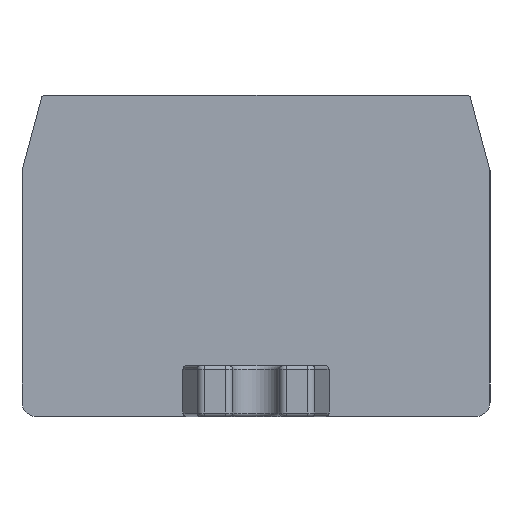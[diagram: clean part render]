
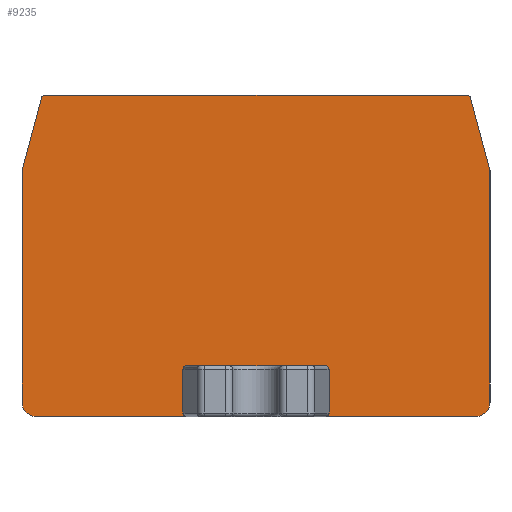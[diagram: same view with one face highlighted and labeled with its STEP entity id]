
A CAD part, front view. The second image highlights one B-rep face of the part: STEP entity #9235.
In plain terms, the highlighted planar face has unit normal (0, -1, 0).
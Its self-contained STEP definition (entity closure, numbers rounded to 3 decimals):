
#199=ELLIPSE('',#9671,0.254,0.25);
#200=ELLIPSE('',#9672,0.254,0.25);
#201=ELLIPSE('',#9673,0.254,0.25);
#202=ELLIPSE('',#9678,0.254,0.25);
#255=CIRCLE('',#9674,1.);
#256=CIRCLE('',#9675,0.25);
#257=CIRCLE('',#9676,0.25);
#258=CIRCLE('',#9677,1.);
#653=ORIENTED_EDGE('',*,*,#2545,.F.);
#654=ORIENTED_EDGE('',*,*,#2546,.T.);
#655=ORIENTED_EDGE('',*,*,#2547,.T.);
#656=ORIENTED_EDGE('',*,*,#2548,.T.);
#657=ORIENTED_EDGE('',*,*,#2549,.T.);
#658=ORIENTED_EDGE('',*,*,#2550,.T.);
#659=ORIENTED_EDGE('',*,*,#2551,.T.);
#660=ORIENTED_EDGE('',*,*,#2552,.T.);
#661=ORIENTED_EDGE('',*,*,#2553,.T.);
#662=ORIENTED_EDGE('',*,*,#2554,.T.);
#663=ORIENTED_EDGE('',*,*,#2555,.T.);
#664=ORIENTED_EDGE('',*,*,#2556,.T.);
#665=ORIENTED_EDGE('',*,*,#2557,.T.);
#666=ORIENTED_EDGE('',*,*,#2558,.T.);
#667=ORIENTED_EDGE('',*,*,#2559,.T.);
#668=ORIENTED_EDGE('',*,*,#2560,.T.);
#669=ORIENTED_EDGE('',*,*,#2561,.T.);
#670=ORIENTED_EDGE('',*,*,#2562,.T.);
#2545=EDGE_CURVE('',#3485,#3486,#4116,.T.);
#2546=EDGE_CURVE('',#3485,#3487,#199,.F.);
#2547=EDGE_CURVE('',#3487,#3488,#4117,.T.);
#2548=EDGE_CURVE('',#3488,#3489,#200,.F.);
#2549=EDGE_CURVE('',#3489,#3490,#4118,.T.);
#2550=EDGE_CURVE('',#3490,#3491,#201,.F.);
#2551=EDGE_CURVE('',#3491,#3492,#4119,.T.);
#2552=EDGE_CURVE('',#3492,#3493,#255,.T.);
#2553=EDGE_CURVE('',#3493,#3494,#4120,.T.);
#2554=EDGE_CURVE('',#3494,#3495,#4121,.T.);
#2555=EDGE_CURVE('',#3495,#3496,#256,.T.);
#2556=EDGE_CURVE('',#3496,#3497,#4122,.T.);
#2557=EDGE_CURVE('',#3497,#3498,#257,.T.);
#2558=EDGE_CURVE('',#3498,#3499,#4123,.T.);
#2559=EDGE_CURVE('',#3499,#3500,#4124,.T.);
#2560=EDGE_CURVE('',#3500,#3501,#258,.T.);
#2561=EDGE_CURVE('',#3501,#3502,#4125,.T.);
#2562=EDGE_CURVE('',#3502,#3486,#202,.F.);
#3485=VERTEX_POINT('',#12453);
#3486=VERTEX_POINT('',#12454);
#3487=VERTEX_POINT('',#12456);
#3488=VERTEX_POINT('',#12458);
#3489=VERTEX_POINT('',#12460);
#3490=VERTEX_POINT('',#12462);
#3491=VERTEX_POINT('',#12464);
#3492=VERTEX_POINT('',#12466);
#3493=VERTEX_POINT('',#12468);
#3494=VERTEX_POINT('',#12470);
#3495=VERTEX_POINT('',#12472);
#3496=VERTEX_POINT('',#12474);
#3497=VERTEX_POINT('',#12476);
#3498=VERTEX_POINT('',#12478);
#3499=VERTEX_POINT('',#12480);
#3500=VERTEX_POINT('',#12482);
#3501=VERTEX_POINT('',#12484);
#3502=VERTEX_POINT('',#12486);
#4116=LINE('',#12452,#4721);
#4117=LINE('',#12457,#4722);
#4118=LINE('',#12461,#4723);
#4119=LINE('',#12465,#4724);
#4120=LINE('',#12469,#4725);
#4121=LINE('',#12471,#4726);
#4122=LINE('',#12475,#4727);
#4123=LINE('',#12479,#4728);
#4124=LINE('',#12481,#4729);
#4125=LINE('',#12485,#4730);
#4721=VECTOR('',#10463,1000.);
#4722=VECTOR('',#10466,1000.);
#4723=VECTOR('',#10469,1000.);
#4724=VECTOR('',#10472,1000.);
#4725=VECTOR('',#10475,1000.);
#4726=VECTOR('',#10476,1000.);
#4727=VECTOR('',#10479,1000.);
#4728=VECTOR('',#10482,1000.);
#4729=VECTOR('',#10483,1000.);
#4730=VECTOR('',#10486,1000.);
#5272=EDGE_LOOP('',(#653,#654,#655,#656,#657,#658,#659,#660,#661,#662,#663,
#664,#665,#666,#667,#668,#669,#670));
#5727=FACE_BOUND('',#5272,.T.);
#6176=PLANE('',#9670);
#9235=ADVANCED_FACE('',(#5727),#6176,.T.);
#9670=AXIS2_PLACEMENT_3D('',#12451,#10461,#10462);
#9671=AXIS2_PLACEMENT_3D('',#12455,#10464,#10465);
#9672=AXIS2_PLACEMENT_3D('',#12459,#10467,#10468);
#9673=AXIS2_PLACEMENT_3D('',#12463,#10470,#10471);
#9674=AXIS2_PLACEMENT_3D('',#12467,#10473,#10474);
#9675=AXIS2_PLACEMENT_3D('',#12473,#10477,#10478);
#9676=AXIS2_PLACEMENT_3D('',#12477,#10480,#10481);
#9677=AXIS2_PLACEMENT_3D('',#12483,#10484,#10485);
#9678=AXIS2_PLACEMENT_3D('',#12487,#10487,#10488);
#10461=DIRECTION('',(0.,-1.,0.));
#10462=DIRECTION('',(0.,0.,-1.));
#10463=DIRECTION('',(0.,0.,-1.));
#10464=DIRECTION('',(0.,-1.,0.));
#10465=DIRECTION('',(-1.,0.,0.));
#10466=DIRECTION('',(1.,0.,0.));
#10467=DIRECTION('',(0.,-1.,0.));
#10468=DIRECTION('',(-1.,0.,0.));
#10469=DIRECTION('',(0.,0.,-1.));
#10470=DIRECTION('',(0.,-1.,0.));
#10471=DIRECTION('',(1.,0.,0.));
#10472=DIRECTION('',(1.,0.,0.));
#10473=DIRECTION('',(0.,-1.,0.));
#10474=DIRECTION('',(0.,0.,-1.));
#10475=DIRECTION('',(0.,0.,1.));
#10476=DIRECTION('',(-0.259,0.,0.966));
#10477=DIRECTION('',(0.,-1.,0.));
#10478=DIRECTION('',(1.,0.,0.));
#10479=DIRECTION('',(-1.,0.,0.));
#10480=DIRECTION('',(0.,-1.,0.));
#10481=DIRECTION('',(1.,0.,0.));
#10482=DIRECTION('',(-0.259,0.,-0.966));
#10483=DIRECTION('',(0.,0.,-1.));
#10484=DIRECTION('',(0.,-1.,0.));
#10485=DIRECTION('',(1.,0.,0.));
#10486=DIRECTION('',(1.,0.,0.));
#10487=DIRECTION('',(0.,-1.,0.));
#10488=DIRECTION('',(1.,0.,0.));
#12451=CARTESIAN_POINT('',(-20.,-21.15,-4.574));
#12452=CARTESIAN_POINT('',(-9.775,-21.15,-0.904));
#12453=CARTESIAN_POINT('',(-9.775,-21.15,-1.154));
#12454=CARTESIAN_POINT('',(-9.775,-21.15,-4.154));
#12455=CARTESIAN_POINT('',(-9.521,-21.15,-1.154));
#12456=CARTESIAN_POINT('',(-9.521,-21.15,-0.904));
#12457=CARTESIAN_POINT('',(-9.775,-21.15,-0.904));
#12458=CARTESIAN_POINT('',(-0.029,-21.15,-0.904));
#12459=CARTESIAN_POINT('',(-0.029,-21.15,-1.154));
#12460=CARTESIAN_POINT('',(0.225,-21.15,-1.154));
#12461=CARTESIAN_POINT('',(0.225,-21.15,-0.904));
#12462=CARTESIAN_POINT('',(0.225,-21.15,-4.154));
#12463=CARTESIAN_POINT('',(-0.029,-21.15,-4.154));
#12464=CARTESIAN_POINT('',(-0.029,-21.15,-4.404));
#12465=CARTESIAN_POINT('',(-20.,-21.15,-4.404));
#12466=CARTESIAN_POINT('',(10.25,-21.15,-4.404));
#12467=CARTESIAN_POINT('',(10.25,-21.15,-3.404));
#12468=CARTESIAN_POINT('',(11.25,-21.15,-3.404));
#12469=CARTESIAN_POINT('',(11.25,-21.15,12.411));
#12470=CARTESIAN_POINT('',(11.25,-21.15,12.457));
#12471=CARTESIAN_POINT('',(9.922,-21.15,17.415));
#12472=CARTESIAN_POINT('',(9.922,-21.15,17.415));
#12473=CARTESIAN_POINT('',(9.68,-21.15,17.35));
#12474=CARTESIAN_POINT('',(9.68,-21.15,17.6));
#12475=CARTESIAN_POINT('',(-19.23,-21.15,17.6));
#12476=CARTESIAN_POINT('',(-19.23,-21.15,17.6));
#12477=CARTESIAN_POINT('',(-19.23,-21.15,17.35));
#12478=CARTESIAN_POINT('',(-19.472,-21.15,17.415));
#12479=CARTESIAN_POINT('',(-19.472,-21.15,17.415));
#12480=CARTESIAN_POINT('',(-20.8,-21.15,12.457));
#12481=CARTESIAN_POINT('',(-20.8,-21.15,-4.574));
#12482=CARTESIAN_POINT('',(-20.8,-21.15,-3.404));
#12483=CARTESIAN_POINT('',(-19.8,-21.15,-3.404));
#12484=CARTESIAN_POINT('',(-19.8,-21.15,-4.404));
#12485=CARTESIAN_POINT('',(-20.,-21.15,-4.404));
#12486=CARTESIAN_POINT('',(-9.521,-21.15,-4.404));
#12487=CARTESIAN_POINT('',(-9.521,-21.15,-4.154));
